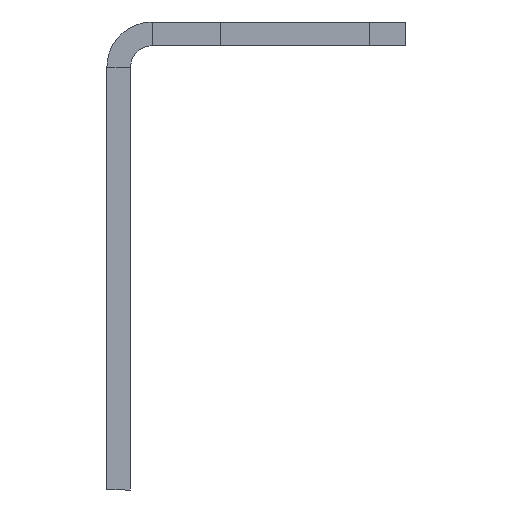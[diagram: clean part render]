
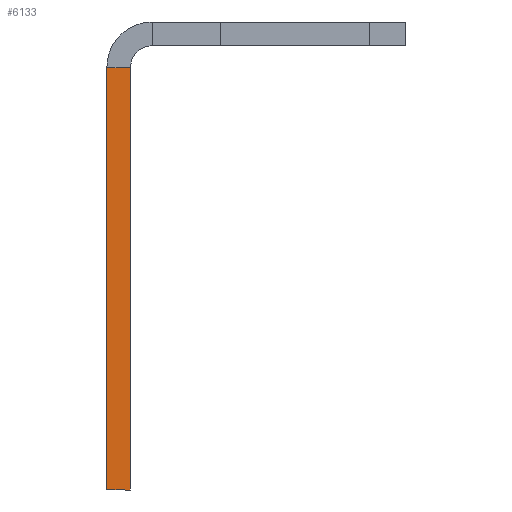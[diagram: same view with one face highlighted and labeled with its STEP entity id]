
A CAD part, left-side view. The second image highlights one B-rep face of the part: STEP entity #6133.
In plain terms, the highlighted planar face has unit normal (-1, 0, 0).
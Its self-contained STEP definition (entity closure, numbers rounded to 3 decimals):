
#252 = CARTESIAN_POINT ( 'NONE',  ( 0., 19., -29.8 ) ) ;
#896 = PLANE ( 'NONE',  #8443 ) ;
#1779 = DIRECTION ( 'NONE',  ( 0., 0., 1. ) ) ;
#2312 = DIRECTION ( 'NONE',  ( 1., 0., 0. ) ) ;
#2566 = DIRECTION ( 'NONE',  ( 0., 0., 1. ) ) ;
#3766 = ORIENTED_EDGE ( 'NONE', *, *, #12438, .T. ) ;
#3813 = CARTESIAN_POINT ( 'NONE',  ( 0., 19., -29.8 ) ) ;
#4547 = CARTESIAN_POINT ( 'NONE',  ( 0., 19., -2.9 ) ) ;
#4826 = DIRECTION ( 'NONE',  ( 0., 0., -1. ) ) ;
#5057 = ORIENTED_EDGE ( 'NONE', *, *, #14498, .F. ) ;
#6079 = CARTESIAN_POINT ( 'NONE',  ( 0., 19., -1.5 ) ) ;
#6133 = ADVANCED_FACE ( 'NONE', ( #15203 ), #896, .F. ) ;
#6823 = CARTESIAN_POINT ( 'NONE',  ( 0., 17.5, -29.8 ) ) ;
#6928 = DIRECTION ( 'NONE',  ( 0., 1., 0. ) ) ;
#7770 = CARTESIAN_POINT ( 'NONE',  ( 0., 17.5, -1.5 ) ) ;
#7787 = EDGE_CURVE ( 'NONE', #12755, #13968, #10459, .T. ) ;
#8359 = CARTESIAN_POINT ( 'NONE',  ( 0., 19., -2.9 ) ) ;
#8443 = AXIS2_PLACEMENT_3D ( 'NONE', #6079, #2312, #4826 ) ;
#8486 = CARTESIAN_POINT ( 'NONE',  ( 0., 19., -1.5 ) ) ;
#9229 = DIRECTION ( 'NONE',  ( 0., -1., 0. ) ) ;
#9509 = EDGE_LOOP ( 'NONE', ( #3766, #5057, #11343, #11758 ) ) ;
#10459 = LINE ( 'NONE', #7770, #15502 ) ;
#10640 = LINE ( 'NONE', #252, #12034 ) ;
#11035 = LINE ( 'NONE', #8359, #14725 ) ;
#11320 = VECTOR ( 'NONE', #1779, 1000. ) ;
#11343 = ORIENTED_EDGE ( 'NONE', *, *, #11861, .T. ) ;
#11758 = ORIENTED_EDGE ( 'NONE', *, *, #7787, .T. ) ;
#11861 = EDGE_CURVE ( 'NONE', #12154, #12755, #10640, .T. ) ;
#12007 = LINE ( 'NONE', #8486, #11320 ) ;
#12034 = VECTOR ( 'NONE', #9229, 1000. ) ;
#12154 = VERTEX_POINT ( 'NONE', #3813 ) ;
#12438 = EDGE_CURVE ( 'NONE', #13968, #15235, #11035, .T. ) ;
#12755 = VERTEX_POINT ( 'NONE', #6823 ) ;
#12955 = CARTESIAN_POINT ( 'NONE',  ( 0., 17.5, -2.9 ) ) ;
#13968 = VERTEX_POINT ( 'NONE', #12955 ) ;
#14498 = EDGE_CURVE ( 'NONE', #12154, #15235, #12007, .T. ) ;
#14725 = VECTOR ( 'NONE', #6928, 1000. ) ;
#15203 = FACE_OUTER_BOUND ( 'NONE', #9509, .T. ) ;
#15235 = VERTEX_POINT ( 'NONE', #4547 ) ;
#15502 = VECTOR ( 'NONE', #2566, 1000. ) ;
